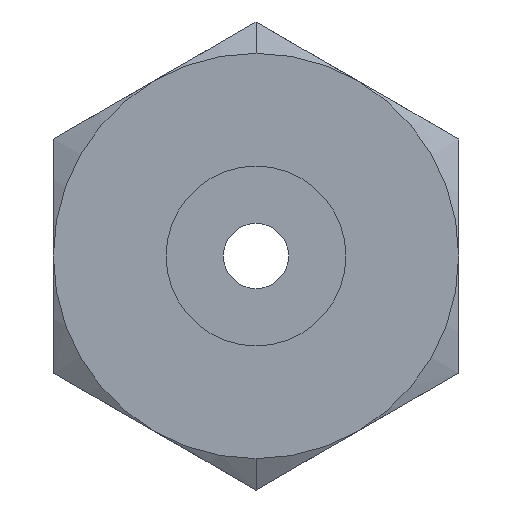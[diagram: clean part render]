
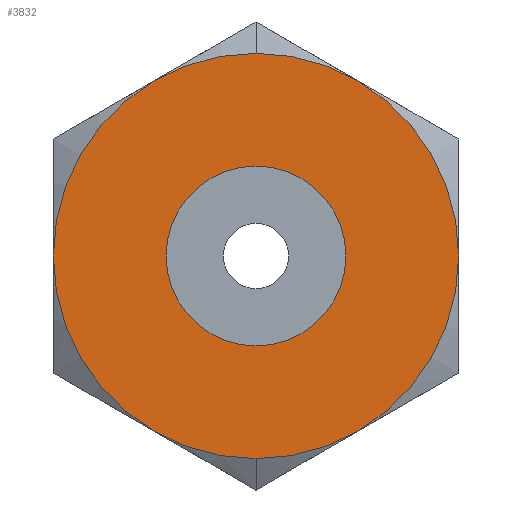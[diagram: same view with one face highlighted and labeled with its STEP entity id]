
A CAD part, left-side view. The second image highlights one B-rep face of the part: STEP entity #3832.
In plain terms, the highlighted planar face has unit normal (-1, 0, 0).
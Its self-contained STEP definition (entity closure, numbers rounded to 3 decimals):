
#1112 = CARTESIAN_POINT ( 'NONE',  ( 0., 0., 3.575 ) ) ;
#1374 = CARTESIAN_POINT ( 'NONE',  ( 0., 0., 0. ) ) ;
#1617 = AXIS2_PLACEMENT_3D ( 'NONE', #4844, #7093, #4878 ) ;
#1641 = DIRECTION ( 'NONE',  ( 0., 0., -1. ) ) ;
#1699 = FACE_BOUND ( 'NONE', #6060, .T. ) ;
#1812 = DIRECTION ( 'NONE',  ( 1., 0., 0. ) ) ;
#1825 = VERTEX_POINT ( 'NONE', #5379 ) ;
#2181 = EDGE_CURVE ( 'NONE', #6951, #1825, #5283, .T. ) ;
#2584 = DIRECTION ( 'NONE',  ( 1., 0., 0. ) ) ;
#2782 = FACE_OUTER_BOUND ( 'NONE', #5257, .T. ) ;
#3176 = CARTESIAN_POINT ( 'NONE',  ( 0., 0., 0. ) ) ;
#3242 = DIRECTION ( 'NONE',  ( 1., 0., 0. ) ) ;
#3251 = ORIENTED_EDGE ( 'NONE', *, *, #2181, .T. ) ;
#3382 = AXIS2_PLACEMENT_3D ( 'NONE', #1112, #3863, #7257 ) ;
#3383 = ORIENTED_EDGE ( 'NONE', *, *, #6163, .T. ) ;
#3416 = PLANE ( 'NONE',  #3382 ) ;
#3471 = EDGE_CURVE ( 'NONE', #6502, #3481, #3634, .T. ) ;
#3481 = VERTEX_POINT ( 'NONE', #6644 ) ;
#3634 = CIRCLE ( 'NONE', #1617, 7.15 ) ;
#3740 = AXIS2_PLACEMENT_3D ( 'NONE', #3176, #2584, #4850 ) ;
#3832 = ADVANCED_FACE ( 'NONE', ( #1699, #2782 ), #3416, .T. ) ;
#3863 = DIRECTION ( 'NONE',  ( -1., 0., 0. ) ) ;
#3908 = CARTESIAN_POINT ( 'NONE',  ( 0., 0., 0. ) ) ;
#3935 = ORIENTED_EDGE ( 'NONE', *, *, #6726, .F. ) ;
#4128 = CARTESIAN_POINT ( 'NONE',  ( 0., 0., -7.15 ) ) ;
#4173 = CIRCLE ( 'NONE', #6066, 7.15 ) ;
#4844 = CARTESIAN_POINT ( 'NONE',  ( 0., 0., 0. ) ) ;
#4850 = DIRECTION ( 'NONE',  ( 0., 0., 1. ) ) ;
#4878 = DIRECTION ( 'NONE',  ( 0., 0., -1. ) ) ;
#4891 = AXIS2_PLACEMENT_3D ( 'NONE', #3908, #3242, #1641 ) ;
#5257 = EDGE_LOOP ( 'NONE', ( #3935, #7243 ) ) ;
#5283 = CIRCLE ( 'NONE', #3740, 3.175 ) ;
#5379 = CARTESIAN_POINT ( 'NONE',  ( 0., 0., -3.175 ) ) ;
#6060 = EDGE_LOOP ( 'NONE', ( #3383, #3251 ) ) ;
#6066 = AXIS2_PLACEMENT_3D ( 'NONE', #1374, #1812, #6965 ) ;
#6163 = EDGE_CURVE ( 'NONE', #1825, #6951, #6180, .T. ) ;
#6180 = CIRCLE ( 'NONE', #4891, 3.175 ) ;
#6502 = VERTEX_POINT ( 'NONE', #4128 ) ;
#6644 = CARTESIAN_POINT ( 'NONE',  ( 0., 0., 7.15 ) ) ;
#6700 = CARTESIAN_POINT ( 'NONE',  ( 0., 0., 3.175 ) ) ;
#6726 = EDGE_CURVE ( 'NONE', #3481, #6502, #4173, .T. ) ;
#6951 = VERTEX_POINT ( 'NONE', #6700 ) ;
#6965 = DIRECTION ( 'NONE',  ( 0., 0., 1. ) ) ;
#7093 = DIRECTION ( 'NONE',  ( 1., 0., 0. ) ) ;
#7243 = ORIENTED_EDGE ( 'NONE', *, *, #3471, .F. ) ;
#7257 = DIRECTION ( 'NONE',  ( 0., 0., 1. ) ) ;
